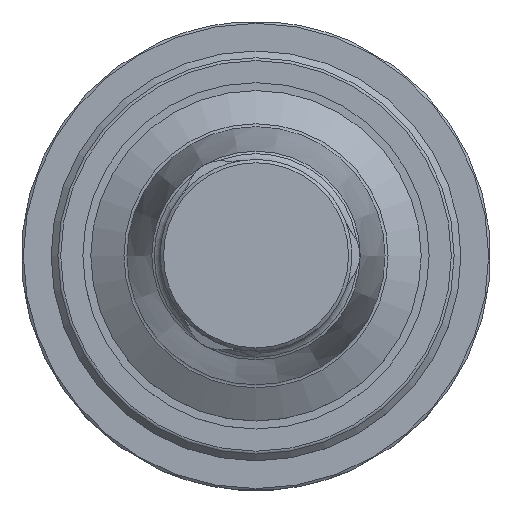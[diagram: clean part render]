
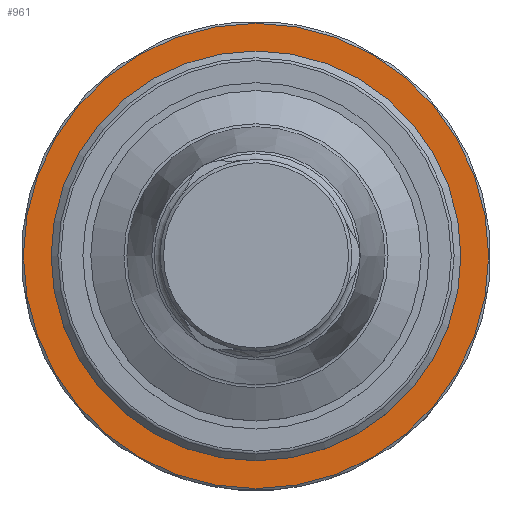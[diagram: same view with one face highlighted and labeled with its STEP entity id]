
A CAD part, top view. The second image highlights one B-rep face of the part: STEP entity #961.
In plain terms, the highlighted planar face has unit normal (0, 0, 1).
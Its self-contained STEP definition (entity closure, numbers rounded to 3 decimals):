
#52=PLANE('',#1069);
#70=CIRCLE('',#1038,35.2);
#85=CIRCLE('',#1070,30.65);
#279=ORIENTED_EDGE('',*,*,#492,.T.);
#280=ORIENTED_EDGE('',*,*,#447,.F.);
#447=EDGE_CURVE('',#580,#580,#70,.T.);
#492=EDGE_CURVE('',#609,#609,#85,.T.);
#580=VERTEX_POINT('',#1512);
#609=VERTEX_POINT('',#1651);
#749=EDGE_LOOP('',(#279));
#750=EDGE_LOOP('',(#280));
#845=FACE_BOUND('',#749,.T.);
#846=FACE_BOUND('',#750,.T.);
#961=ADVANCED_FACE('',(#845,#846),#52,.F.);
#1038=AXIS2_PLACEMENT_3D('',#1511,#1191,#1192);
#1069=AXIS2_PLACEMENT_3D('',#1649,#1267,#1268);
#1070=AXIS2_PLACEMENT_3D('',#1650,#1269,#1270);
#1191=DIRECTION('',(0.,0.,-1.));
#1192=DIRECTION('',(-1.,0.,0.));
#1267=DIRECTION('',(0.,0.,-1.));
#1268=DIRECTION('',(-1.,0.,0.));
#1269=DIRECTION('',(0.,0.,-1.));
#1270=DIRECTION('',(-1.,0.,0.));
#1511=CARTESIAN_POINT('',(0.,0.,-1.));
#1512=CARTESIAN_POINT('',(-35.2,0.,-1.));
#1649=CARTESIAN_POINT('',(-30.65,0.,-1.));
#1650=CARTESIAN_POINT('',(0.,0.,-1.));
#1651=CARTESIAN_POINT('',(-30.65,0.,-1.));
